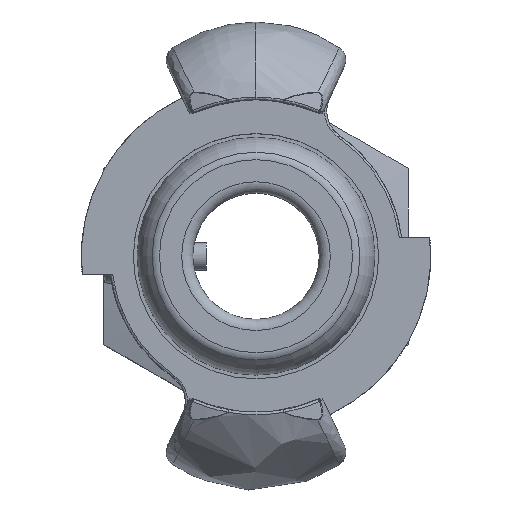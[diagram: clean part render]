
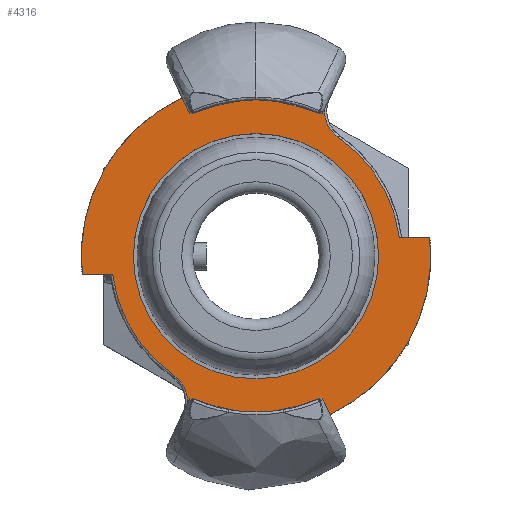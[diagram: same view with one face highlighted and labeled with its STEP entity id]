
A CAD part, top view. The second image highlights one B-rep face of the part: STEP entity #4316.
In plain terms, the highlighted planar face has unit normal (0, 0, 1).
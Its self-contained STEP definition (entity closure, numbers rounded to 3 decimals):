
#163=PLANE('',#4762);
#204=FACE_BOUND('',#600,.T.);
#344=FACE_OUTER_BOUND('',#599,.T.);
#599=EDGE_LOOP('',(#3047,#3048,#3049,#3050,#3051,#3052,#3053,#3054,#3055,
#3056,#3057,#3058,#3059,#3060,#3061,#3062));
#600=EDGE_LOOP('',(#3063,#3064));
#865=B_SPLINE_CURVE_WITH_KNOTS('',3,(#7938,#7939,#7940,#7941,#7942,#7943,
#7944,#7945,#7946,#7947),.UNSPECIFIED.,.F.,.F.,(4,2,2,2,4),(0.,0.014,
0.032,0.052,0.053),.UNSPECIFIED.);
#872=B_SPLINE_CURVE_WITH_KNOTS('',3,(#8101,#8102,#8103,#8104,#8105,#8106,
#8107,#8108,#8109,#8110),.UNSPECIFIED.,.F.,.F.,(4,2,2,2,4),(0.,0.014,
0.032,0.052,0.053),.UNSPECIFIED.);
#1032=LINE('',#7804,#1190);
#1044=LINE('',#8085,#1202);
#1046=LINE('',#8089,#1204);
#1047=LINE('',#8095,#1205);
#1048=LINE('',#8099,#1206);
#1049=LINE('',#8113,#1207);
#1190=VECTOR('',#5329,10.);
#1202=VECTOR('',#5411,10.);
#1204=VECTOR('',#5415,10.);
#1205=VECTOR('',#5420,10.);
#1206=VECTOR('',#5423,10.);
#1207=VECTOR('',#5426,10.);
#1400=CIRCLE('',#4730,4.3);
#1402=CIRCLE('',#4733,19.45);
#1403=CIRCLE('',#4735,25.5);
#1415=CIRCLE('',#4759,23.5);
#1416=CIRCLE('',#4763,19.45);
#1417=CIRCLE('',#4764,4.3);
#1418=CIRCLE('',#4765,25.5);
#1419=CIRCLE('',#4766,23.5);
#1420=CIRCLE('',#4767,16.5);
#1421=CIRCLE('',#4768,16.5);
#1702=VERTEX_POINT('',#7795);
#1704=VERTEX_POINT('',#7799);
#1705=VERTEX_POINT('',#7806);
#1707=VERTEX_POINT('',#7812);
#1711=VERTEX_POINT('',#7834);
#1719=VERTEX_POINT('',#7936);
#1720=VERTEX_POINT('',#7937);
#1733=VERTEX_POINT('',#8079);
#1734=VERTEX_POINT('',#8088);
#1735=VERTEX_POINT('',#8090);
#1736=VERTEX_POINT('',#8092);
#1737=VERTEX_POINT('',#8094);
#1738=VERTEX_POINT('',#8096);
#1739=VERTEX_POINT('',#8098);
#1740=VERTEX_POINT('',#8100);
#1741=VERTEX_POINT('',#8111);
#1742=VERTEX_POINT('',#8114);
#1743=VERTEX_POINT('',#8115);
#2187=EDGE_CURVE('',#1704,#1702,#1032,.T.);
#2190=EDGE_CURVE('',#1702,#1705,#1400,.T.);
#2193=EDGE_CURVE('',#1705,#1707,#1402,.T.);
#2197=EDGE_CURVE('',#1711,#1704,#1403,.T.);
#2210=EDGE_CURVE('',#1719,#1720,#865,.T.);
#2229=EDGE_CURVE('',#1719,#1733,#1415,.T.);
#2231=EDGE_CURVE('',#1720,#1711,#1044,.T.);
#2233=EDGE_CURVE('',#1733,#1734,#1046,.T.);
#2234=EDGE_CURVE('',#1735,#1734,#1416,.T.);
#2235=EDGE_CURVE('',#1736,#1735,#1417,.T.);
#2236=EDGE_CURVE('',#1737,#1736,#1047,.T.);
#2237=EDGE_CURVE('',#1738,#1737,#1418,.T.);
#2238=EDGE_CURVE('',#1739,#1738,#1048,.T.);
#2239=EDGE_CURVE('',#1740,#1739,#872,.T.);
#2240=EDGE_CURVE('',#1740,#1741,#1419,.T.);
#2241=EDGE_CURVE('',#1707,#1741,#1049,.T.);
#2242=EDGE_CURVE('',#1742,#1743,#1420,.T.);
#2243=EDGE_CURVE('',#1743,#1742,#1421,.T.);
#3047=ORIENTED_EDGE('',*,*,#2187,.F.);
#3048=ORIENTED_EDGE('',*,*,#2197,.F.);
#3049=ORIENTED_EDGE('',*,*,#2231,.F.);
#3050=ORIENTED_EDGE('',*,*,#2210,.F.);
#3051=ORIENTED_EDGE('',*,*,#2229,.T.);
#3052=ORIENTED_EDGE('',*,*,#2233,.T.);
#3053=ORIENTED_EDGE('',*,*,#2234,.F.);
#3054=ORIENTED_EDGE('',*,*,#2235,.F.);
#3055=ORIENTED_EDGE('',*,*,#2236,.F.);
#3056=ORIENTED_EDGE('',*,*,#2237,.F.);
#3057=ORIENTED_EDGE('',*,*,#2238,.F.);
#3058=ORIENTED_EDGE('',*,*,#2239,.F.);
#3059=ORIENTED_EDGE('',*,*,#2240,.T.);
#3060=ORIENTED_EDGE('',*,*,#2241,.F.);
#3061=ORIENTED_EDGE('',*,*,#2193,.F.);
#3062=ORIENTED_EDGE('',*,*,#2190,.F.);
#3063=ORIENTED_EDGE('',*,*,#2242,.T.);
#3064=ORIENTED_EDGE('',*,*,#2243,.T.);
#4316=ADVANCED_FACE('',(#344,#204),#163,.F.);
#4730=AXIS2_PLACEMENT_3D('',#7810,#5336,#5337);
#4733=AXIS2_PLACEMENT_3D('',#7825,#5342,#5343);
#4735=AXIS2_PLACEMENT_3D('',#7839,#5347,#5348);
#4759=AXIS2_PLACEMENT_3D('',#8081,#5404,#5405);
#4762=AXIS2_PLACEMENT_3D('',#8087,#5413,#5414);
#4763=AXIS2_PLACEMENT_3D('',#8091,#5416,#5417);
#4764=AXIS2_PLACEMENT_3D('',#8093,#5418,#5419);
#4765=AXIS2_PLACEMENT_3D('',#8097,#5421,#5422);
#4766=AXIS2_PLACEMENT_3D('',#8112,#5424,#5425);
#4767=AXIS2_PLACEMENT_3D('',#8116,#5427,#5428);
#4768=AXIS2_PLACEMENT_3D('',#8117,#5429,#5430);
#5329=DIRECTION('',(-0.423,-0.906,0.));
#5336=DIRECTION('center_axis',(0.,0.,1.));
#5337=DIRECTION('ref_axis',(-0.965,-0.261,0.));
#5342=DIRECTION('center_axis',(0.,0.,-1.));
#5343=DIRECTION('ref_axis',(0.855,0.519,0.));
#5347=DIRECTION('center_axis',(0.,0.,-1.));
#5348=DIRECTION('ref_axis',(0.,-1.,0.));
#5404=DIRECTION('center_axis',(0.,0.,1.));
#5405=DIRECTION('ref_axis',(0.423,-0.906,0.));
#5411=DIRECTION('',(-0.423,0.906,0.));
#5413=DIRECTION('center_axis',(0.,0.,-1.));
#5414=DIRECTION('ref_axis',(-1.,0.,0.));
#5415=DIRECTION('',(1.,0.,0.));
#5416=DIRECTION('center_axis',(0.,0.,-1.));
#5417=DIRECTION('ref_axis',(-0.855,-0.519,0.));
#5418=DIRECTION('center_axis',(0.,0.,1.));
#5419=DIRECTION('ref_axis',(0.965,0.261,0.));
#5420=DIRECTION('',(0.423,0.906,0.));
#5421=DIRECTION('center_axis',(0.,0.,-1.));
#5422=DIRECTION('ref_axis',(0.,-1.,0.));
#5423=DIRECTION('',(0.423,-0.906,0.));
#5424=DIRECTION('center_axis',(0.,0.,1.));
#5425=DIRECTION('ref_axis',(-0.423,0.906,0.));
#5426=DIRECTION('',(1.,0.,0.));
#5427=DIRECTION('center_axis',(0.,0.,-1.));
#5428=DIRECTION('ref_axis',(0.,-1.,0.));
#5429=DIRECTION('center_axis',(0.,0.,-1.));
#5430=DIRECTION('ref_axis',(0.,-1.,0.));
#7795=CARTESIAN_POINT('',(9.622,21.344,12.));
#7799=CARTESIAN_POINT('',(10.504,23.236,12.));
#7804=CARTESIAN_POINT('',(6.03,13.641,12.));
#7806=CARTESIAN_POINT('',(11.071,15.991,12.));
#7810=CARTESIAN_POINT('Origin',(13.519,19.527,12.));
#7812=CARTESIAN_POINT('',(19.289,2.5,12.));
#7825=CARTESIAN_POINT('Origin',(0.,0.,12.));
#7834=CARTESIAN_POINT('',(-10.504,23.236,12.));
#7839=CARTESIAN_POINT('Origin',(0.,0.,12.));
#7936=CARTESIAN_POINT('',(-10.128,21.206,12.));
#7937=CARTESIAN_POINT('',(-9.786,21.695,12.));
#7938=CARTESIAN_POINT('Ctrl Pts',(-10.128,21.206,12.));
#7939=CARTESIAN_POINT('Ctrl Pts',(-10.085,21.226,12.));
#7940=CARTESIAN_POINT('Ctrl Pts',(-10.041,21.256,12.));
#7941=CARTESIAN_POINT('Ctrl Pts',(-9.944,21.356,12.));
#7942=CARTESIAN_POINT('Ctrl Pts',(-9.905,21.421,12.));
#7943=CARTESIAN_POINT('Ctrl Pts',(-9.841,21.548,12.));
#7944=CARTESIAN_POINT('Ctrl Pts',(-9.814,21.62,12.));
#7945=CARTESIAN_POINT('Ctrl Pts',(-9.786,21.693,12.));
#7946=CARTESIAN_POINT('Ctrl Pts',(-9.786,21.694,12.));
#7947=CARTESIAN_POINT('Ctrl Pts',(-9.786,21.695,12.));
#8079=CARTESIAN_POINT('',(-23.367,-2.5,12.));
#8081=CARTESIAN_POINT('Origin',(0.,0.,12.));
#8085=CARTESIAN_POINT('',(-3.901,9.077,12.));
#8087=CARTESIAN_POINT('Origin',(0.,0.,12.));
#8088=CARTESIAN_POINT('',(-19.289,-2.5,12.));
#8089=CARTESIAN_POINT('',(0.,-2.5,12.));
#8090=CARTESIAN_POINT('',(-11.071,-15.991,12.));
#8091=CARTESIAN_POINT('Origin',(0.,0.,12.));
#8092=CARTESIAN_POINT('',(-9.622,-21.344,12.));
#8093=CARTESIAN_POINT('Origin',(-13.519,-19.527,12.));
#8094=CARTESIAN_POINT('',(-10.504,-23.236,12.));
#8095=CARTESIAN_POINT('',(-6.03,-13.641,12.));
#8096=CARTESIAN_POINT('',(10.504,-23.236,12.));
#8097=CARTESIAN_POINT('Origin',(0.,0.,12.));
#8098=CARTESIAN_POINT('',(9.786,-21.695,12.));
#8099=CARTESIAN_POINT('',(3.901,-9.077,12.));
#8100=CARTESIAN_POINT('',(10.128,-21.206,12.));
#8101=CARTESIAN_POINT('Ctrl Pts',(10.128,-21.206,12.));
#8102=CARTESIAN_POINT('Ctrl Pts',(10.085,-21.226,12.));
#8103=CARTESIAN_POINT('Ctrl Pts',(10.041,-21.256,12.));
#8104=CARTESIAN_POINT('Ctrl Pts',(9.944,-21.356,12.));
#8105=CARTESIAN_POINT('Ctrl Pts',(9.905,-21.421,12.));
#8106=CARTESIAN_POINT('Ctrl Pts',(9.841,-21.548,12.));
#8107=CARTESIAN_POINT('Ctrl Pts',(9.814,-21.62,12.));
#8108=CARTESIAN_POINT('Ctrl Pts',(9.786,-21.693,12.));
#8109=CARTESIAN_POINT('Ctrl Pts',(9.786,-21.694,12.));
#8110=CARTESIAN_POINT('Ctrl Pts',(9.786,-21.695,12.));
#8111=CARTESIAN_POINT('',(23.367,2.5,12.));
#8112=CARTESIAN_POINT('Origin',(0.,0.,
12.));
#8113=CARTESIAN_POINT('',(0.,2.5,12.));
#8114=CARTESIAN_POINT('',(0.,-16.5,12.));
#8115=CARTESIAN_POINT('',(0.,16.5,12.));
#8116=CARTESIAN_POINT('Origin',(0.,0.,12.));
#8117=CARTESIAN_POINT('Origin',(0.,0.,12.));
